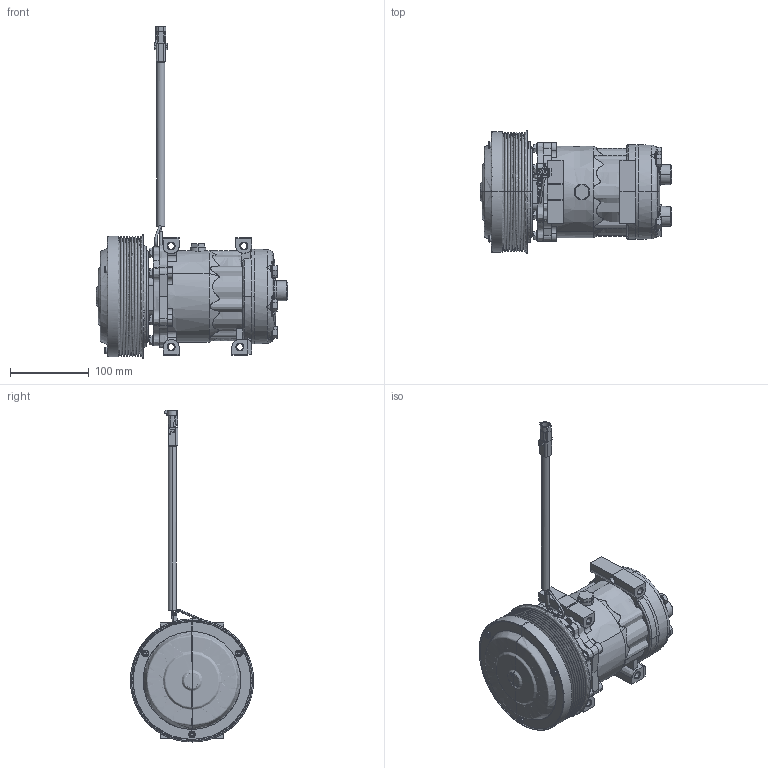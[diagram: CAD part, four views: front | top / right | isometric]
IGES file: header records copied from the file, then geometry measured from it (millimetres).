
Start section: START RECORD GO HERE
Global section: file name: SANDEN_4499_REV_A_COMPR_AC_POLYV_00VO; native system: IBM CATIA IGES - CATIA SOLUTIONS V4RELEASE 2.4 REFRESH 02; preprocessor: CATIA SOLUTIONS V4RELEASE 2.4 REFRESH 02; organization: DASSAULT SYSTEMES; date: 040902.104332; units: millimetre
Bounding box: 242.98 x 156 x 420.98 mm (x, y, z)
Surface area: 210255.4 mm2 (no closed solid volume)
Topology: 0 solids, 0 shells, 868 faces, 6345 edges, 6445 vertices
Faces by surface type: extrusion 451, revolution 294, bspline 123
